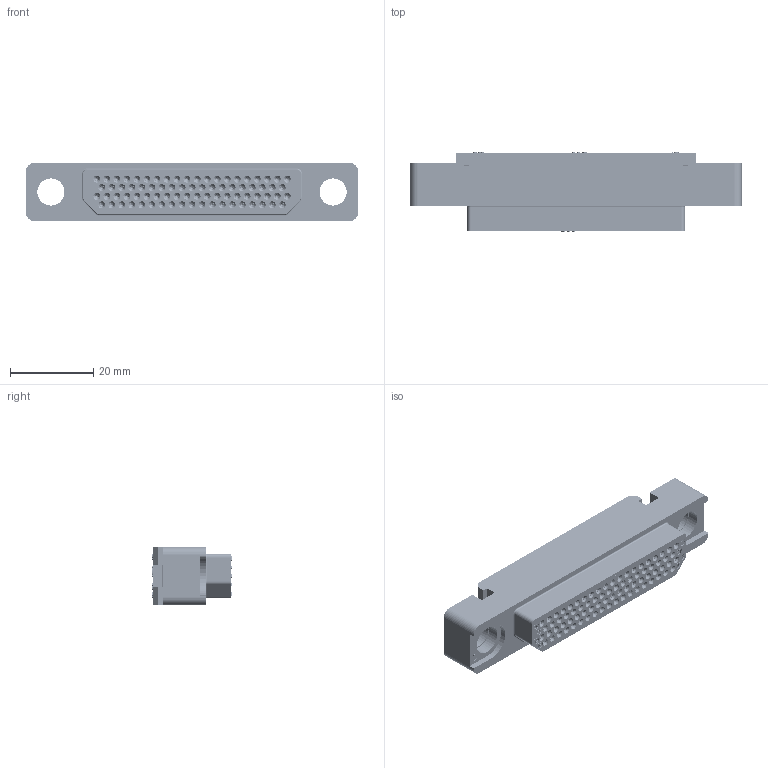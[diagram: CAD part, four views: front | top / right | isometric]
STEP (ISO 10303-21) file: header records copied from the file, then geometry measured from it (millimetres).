
FILE_DESCRIPTION((''),'2;1');
FILE_NAME('1900ND02S2X00D','2020-08-05T',('presta_be4'),(''),'CREO PARAMETRIC BY PTC INC, 2018360','CREO PARAMETRIC BY PTC INC, 2018360','');
FILE_SCHEMA(('CONFIG_CONTROL_DESIGN'));
Products named in the file (1): 1900ND02S2X00D
Bounding box: 80 x 19.04 x 14 mm (x, y, z)
Volume: 13107 mm3; surface area: 25173.9 mm2
Topology: 1 solids, 1 shells, 9705 faces, 25534 edges, 15920 vertices
Faces by surface type: cylinder 3524, plane 3452, cone 1720, torus 474, sphere 312, extrusion 223
Entity records: 349924 total; most frequent: CARTESIAN_POINT 110653, ORIENTED_EDGE 50444, DIRECTION 49791, EDGE_CURVE 25222, AXIS2_PLACEMENT_3D 18898, VERTEX_POINT 15920, VECTOR 11995, LINE 11772
